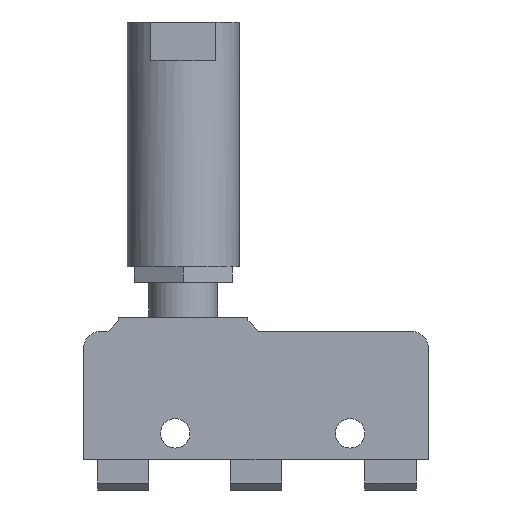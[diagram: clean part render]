
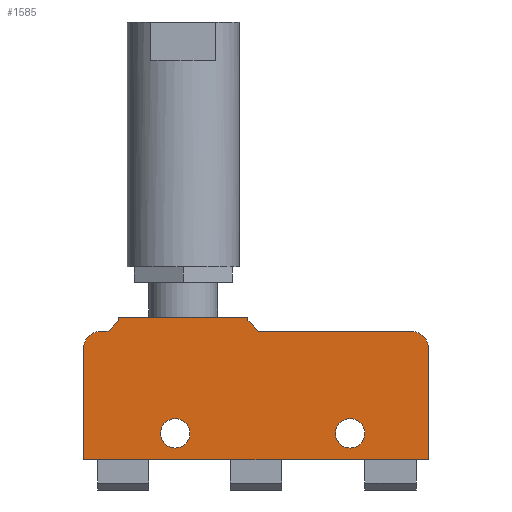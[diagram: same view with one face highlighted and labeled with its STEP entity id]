
A CAD part, front view. The second image highlights one B-rep face of the part: STEP entity #1585.
In plain terms, the highlighted planar face has unit normal (0, -1, 0).
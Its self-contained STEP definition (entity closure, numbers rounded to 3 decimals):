
#45=CIRCLE('',#1682,2.1);
#46=CIRCLE('',#1683,2.1);
#47=CIRCLE('',#1684,2.5);
#48=CIRCLE('',#1685,2.5);
#160=ORIENTED_EDGE('',*,*,#449,.T.);
#161=ORIENTED_EDGE('',*,*,#450,.T.);
#162=ORIENTED_EDGE('',*,*,#442,.T.);
#163=ORIENTED_EDGE('',*,*,#451,.T.);
#164=ORIENTED_EDGE('',*,*,#418,.T.);
#165=ORIENTED_EDGE('',*,*,#452,.T.);
#166=ORIENTED_EDGE('',*,*,#422,.T.);
#167=ORIENTED_EDGE('',*,*,#427,.T.);
#168=ORIENTED_EDGE('',*,*,#432,.T.);
#169=ORIENTED_EDGE('',*,*,#453,.T.);
#170=ORIENTED_EDGE('',*,*,#435,.T.);
#171=ORIENTED_EDGE('',*,*,#454,.T.);
#172=ORIENTED_EDGE('',*,*,#437,.T.);
#173=ORIENTED_EDGE('',*,*,#375,.T.);
#375=EDGE_CURVE('',#529,#530,#631,.T.);
#418=EDGE_CURVE('',#565,#566,#655,.T.);
#422=EDGE_CURVE('',#569,#570,#659,.T.);
#427=EDGE_CURVE('',#570,#574,#663,.T.);
#432=EDGE_CURVE('',#574,#577,#668,.T.);
#435=EDGE_CURVE('',#581,#580,#671,.T.);
#437=EDGE_CURVE('',#582,#529,#673,.T.);
#442=EDGE_CURVE('',#530,#585,#678,.T.);
#449=EDGE_CURVE('',#588,#588,#45,.T.);
#450=EDGE_CURVE('',#589,#589,#46,.T.);
#451=EDGE_CURVE('',#585,#565,#47,.F.);
#452=EDGE_CURVE('',#566,#569,#681,.F.);
#453=EDGE_CURVE('',#577,#581,#682,.F.);
#454=EDGE_CURVE('',#580,#582,#48,.F.);
#529=VERTEX_POINT('',#2076);
#530=VERTEX_POINT('',#2077);
#565=VERTEX_POINT('',#2164);
#566=VERTEX_POINT('',#2165);
#569=VERTEX_POINT('',#2173);
#570=VERTEX_POINT('',#2174);
#574=VERTEX_POINT('',#2184);
#577=VERTEX_POINT('',#2192);
#580=VERTEX_POINT('',#2199);
#581=VERTEX_POINT('',#2201);
#582=VERTEX_POINT('',#2205);
#585=VERTEX_POINT('',#2213);
#588=VERTEX_POINT('',#2226);
#589=VERTEX_POINT('',#2228);
#631=LINE('',#2075,#755);
#655=LINE('',#2163,#779);
#659=LINE('',#2172,#783);
#663=LINE('',#2183,#787);
#668=LINE('',#2193,#792);
#671=LINE('',#2200,#795);
#673=LINE('',#2204,#797);
#678=LINE('',#2214,#802);
#681=LINE('',#2230,#805);
#682=LINE('',#2231,#806);
#755=VECTOR('',#1749,1000.);
#779=VECTOR('',#1829,1000.);
#783=VECTOR('',#1835,1000.);
#787=VECTOR('',#1843,1000.);
#792=VECTOR('',#1850,1000.);
#795=VECTOR('',#1855,1000.);
#797=VECTOR('',#1859,1000.);
#802=VECTOR('',#1866,1000.);
#805=VECTOR('',#1887,1000.);
#806=VECTOR('',#1888,1000.);
#897=EDGE_LOOP('',(#160));
#898=EDGE_LOOP('',(#161));
#899=EDGE_LOOP('',(#162,#163,#164,#165,#166,#167,#168,#169,#170,#171,#172,
#173));
#981=FACE_BOUND('',#897,.T.);
#982=FACE_BOUND('',#898,.T.);
#983=FACE_BOUND('',#899,.T.);
#1054=PLANE('',#1681);
#1585=ADVANCED_FACE('',(#981,#982,#983),#1054,.F.);
#1681=AXIS2_PLACEMENT_3D('',#2224,#1879,#1880);
#1682=AXIS2_PLACEMENT_3D('',#2225,#1881,#1882);
#1683=AXIS2_PLACEMENT_3D('',#2227,#1883,#1884);
#1684=AXIS2_PLACEMENT_3D('',#2229,#1885,#1886);
#1685=AXIS2_PLACEMENT_3D('',#2232,#1889,#1890);
#1749=DIRECTION('',(1.,0.,0.));
#1829=DIRECTION('',(-1.,0.,0.));
#1835=DIRECTION('',(0.,0.,1.));
#1843=DIRECTION('',(-1.,0.,0.));
#1850=DIRECTION('',(0.,0.,-1.));
#1855=DIRECTION('',(-1.,0.,0.));
#1859=DIRECTION('',(0.,0.,-1.));
#1866=DIRECTION('',(0.,0.,1.));
#1879=DIRECTION('',(0.,1.,0.));
#1880=DIRECTION('',(0.,0.,1.));
#1881=DIRECTION('',(0.,1.,0.));
#1882=DIRECTION('',(1.,0.,0.));
#1883=DIRECTION('',(0.,1.,0.));
#1884=DIRECTION('',(1.,0.,0.));
#1885=DIRECTION('',(0.,1.,0.));
#1886=DIRECTION('',(0.,0.,1.));
#1887=DIRECTION('',(0.707,0.,-0.707));
#1888=DIRECTION('',(0.707,0.,0.707));
#1889=DIRECTION('',(0.,1.,0.));
#1890=DIRECTION('',(0.,0.,1.));
#2075=CARTESIAN_POINT('',(-24.65,0.,-9.2));
#2076=CARTESIAN_POINT('',(-24.65,0.,-9.2));
#2077=CARTESIAN_POINT('',(24.65,0.,-9.2));
#2163=CARTESIAN_POINT('',(18.65,0.,9.2));
#2164=CARTESIAN_POINT('',(22.15,0.,9.2));
#2165=CARTESIAN_POINT('',(0.35,0.,9.2));
#2172=CARTESIAN_POINT('',(-1.15,0.,11.2));
#2173=CARTESIAN_POINT('',(-1.15,0.,10.7));
#2174=CARTESIAN_POINT('',(-1.15,0.,11.2));
#2183=CARTESIAN_POINT('',(-19.65,0.,11.2));
#2184=CARTESIAN_POINT('',(-19.65,0.,11.2));
#2192=CARTESIAN_POINT('',(-19.65,0.,10.7));
#2193=CARTESIAN_POINT('',(-19.65,0.,9.2));
#2199=CARTESIAN_POINT('',(-22.15,0.,9.2));
#2200=CARTESIAN_POINT('',(-19.696,0.,9.2));
#2201=CARTESIAN_POINT('',(-21.15,0.,9.2));
#2204=CARTESIAN_POINT('',(-24.65,0.,6.2));
#2205=CARTESIAN_POINT('',(-24.65,0.,6.7));
#2213=CARTESIAN_POINT('',(24.65,0.,6.7));
#2214=CARTESIAN_POINT('',(24.65,0.,6.2));
#2224=CARTESIAN_POINT('',(0.,0.,0.));
#2225=CARTESIAN_POINT('',(-11.55,0.,-5.4));
#2226=CARTESIAN_POINT('',(-9.45,0.,-5.4));
#2227=CARTESIAN_POINT('',(13.45,0.,-5.4));
#2228=CARTESIAN_POINT('',(15.55,0.,-5.4));
#2229=CARTESIAN_POINT('',(22.15,0.,6.7));
#2230=CARTESIAN_POINT('',(4.775,0.,4.775));
#2231=CARTESIAN_POINT('',(-15.175,0.,15.175));
#2232=CARTESIAN_POINT('',(-22.15,0.,6.7));
